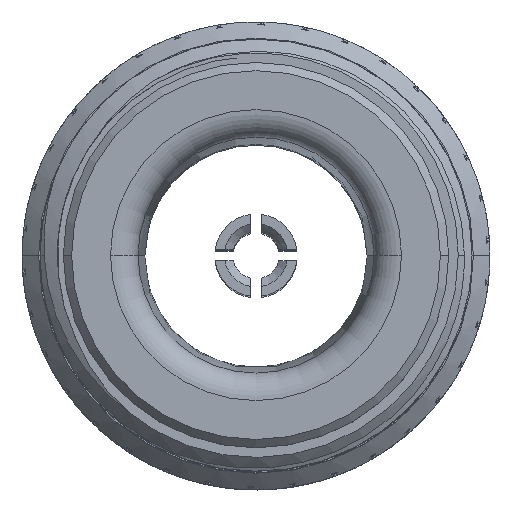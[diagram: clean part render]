
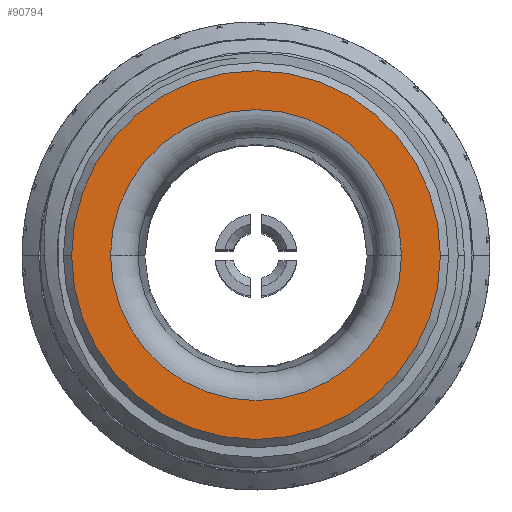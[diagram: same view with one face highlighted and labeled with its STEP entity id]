
A CAD part, top view. The second image highlights one B-rep face of the part: STEP entity #90794.
In plain terms, the highlighted planar face has unit normal (0, 0, 1).
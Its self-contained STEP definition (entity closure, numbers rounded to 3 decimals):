
#5471 = VERTEX_POINT ( 'NONE', #98272 ) ;
#8508 = DIRECTION ( 'NONE',  ( 1., 0., 0. ) ) ;
#8698 = VERTEX_POINT ( 'NONE', #35819 ) ;
#11721 = ORIENTED_EDGE ( 'NONE', *, *, #30731, .T. ) ;
#12061 = DIRECTION ( 'NONE',  ( 1., 0., 0. ) ) ;
#17199 = CARTESIAN_POINT ( 'NONE',  ( 0., 0., 38. ) ) ;
#19935 = CIRCLE ( 'NONE', #63385, 5.286 ) ;
#26567 = FACE_BOUND ( 'NONE', #76901, .T. ) ;
#26680 = ORIENTED_EDGE ( 'NONE', *, *, #171297, .T. ) ;
#30731 = EDGE_CURVE ( 'NONE', #49112, #147042, #19935, .T. ) ;
#35819 = CARTESIAN_POINT ( 'NONE',  ( -6.7, 0., 38. ) ) ;
#36022 = DIRECTION ( 'NONE',  ( 1., 0., 0. ) ) ;
#49112 = VERTEX_POINT ( 'NONE', #68600 ) ;
#50195 = FACE_OUTER_BOUND ( 'NONE', #126342, .T. ) ;
#51084 = DIRECTION ( 'NONE',  ( 0., 0., 1. ) ) ;
#51976 = PLANE ( 'NONE',  #132994 ) ;
#53756 = DIRECTION ( 'NONE',  ( 0., 0., 1. ) ) ;
#56428 = CARTESIAN_POINT ( 'NONE',  ( 0., 0., 38. ) ) ;
#60520 = EDGE_CURVE ( 'NONE', #5471, #8698, #100778, .T. ) ;
#62703 = DIRECTION ( 'NONE',  ( 0., 0., -1. ) ) ;
#63385 = AXIS2_PLACEMENT_3D ( 'NONE', #142133, #62703, #115924 ) ;
#64552 = CARTESIAN_POINT ( 'NONE',  ( -5.286, 0., 38. ) ) ;
#68600 = CARTESIAN_POINT ( 'NONE',  ( 5.286, 0., 38. ) ) ;
#74372 = ORIENTED_EDGE ( 'NONE', *, *, #136639, .T. ) ;
#76901 = EDGE_LOOP ( 'NONE', ( #11721, #74372 ) ) ;
#90794 = ADVANCED_FACE ( 'NONE', ( #26567, #50195 ), #51976, .T. ) ;
#94293 = CARTESIAN_POINT ( 'NONE',  ( 0., 4.315, 38. ) ) ;
#98272 = CARTESIAN_POINT ( 'NONE',  ( 6.7, 0., 38. ) ) ;
#100778 = CIRCLE ( 'NONE', #129649, 6.7 ) ;
#104590 = CARTESIAN_POINT ( 'NONE',  ( 0., 0., 38. ) ) ;
#115924 = DIRECTION ( 'NONE',  ( 1., 0., 0. ) ) ;
#119038 = AXIS2_PLACEMENT_3D ( 'NONE', #104590, #142543, #36022 ) ;
#126342 = EDGE_LOOP ( 'NONE', ( #26680, #132724 ) ) ;
#129649 = AXIS2_PLACEMENT_3D ( 'NONE', #56428, #53756, #12061 ) ;
#132724 = ORIENTED_EDGE ( 'NONE', *, *, #60520, .T. ) ;
#132994 = AXIS2_PLACEMENT_3D ( 'NONE', #94293, #51084, #8508 ) ;
#136639 = EDGE_CURVE ( 'NONE', #147042, #49112, #138780, .T. ) ;
#138780 = CIRCLE ( 'NONE', #161878, 5.286 ) ;
#142133 = CARTESIAN_POINT ( 'NONE',  ( 0., 0., 38. ) ) ;
#142543 = DIRECTION ( 'NONE',  ( 0., 0., 1. ) ) ;
#142727 = DIRECTION ( 'NONE',  ( 0., 0., -1. ) ) ;
#147042 = VERTEX_POINT ( 'NONE', #64552 ) ;
#157156 = DIRECTION ( 'NONE',  ( 1., 0., 0. ) ) ;
#161878 = AXIS2_PLACEMENT_3D ( 'NONE', #17199, #142727, #157156 ) ;
#171297 = EDGE_CURVE ( 'NONE', #8698, #5471, #176804, .T. ) ;
#176804 = CIRCLE ( 'NONE', #119038, 6.7 ) ;
